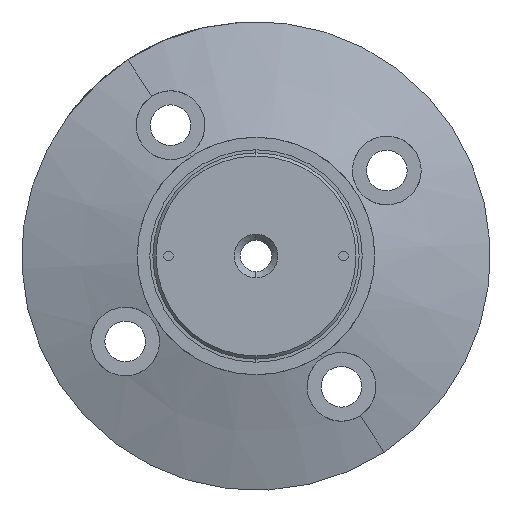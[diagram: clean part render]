
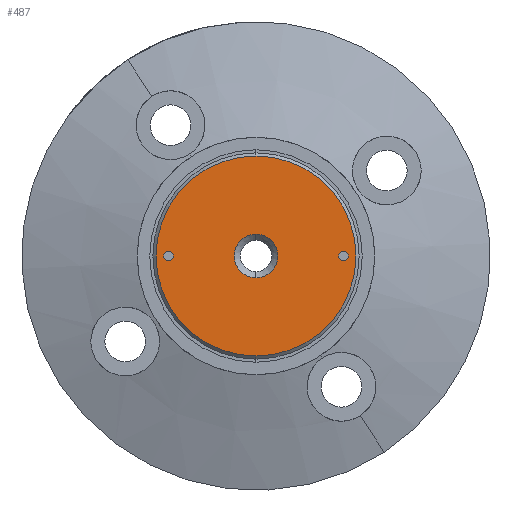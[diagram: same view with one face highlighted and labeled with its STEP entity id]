
A CAD part, front view. The second image highlights one B-rep face of the part: STEP entity #487.
In plain terms, the highlighted planar face has unit normal (0, -1, 0).
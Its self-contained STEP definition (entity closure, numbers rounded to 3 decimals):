
#76 = DIRECTION ( 'NONE',  ( 0., 1., 0. ) ) ;
#135 = VERTEX_POINT ( 'NONE', #3739 ) ;
#137 = FACE_OUTER_BOUND ( 'NONE', #3440, .T. ) ;
#177 = ORIENTED_EDGE ( 'NONE', *, *, #2460, .T. ) ;
#246 = ORIENTED_EDGE ( 'NONE', *, *, #3711, .T. ) ;
#265 = DIRECTION ( 'NONE',  ( 0., 1., 0. ) ) ;
#279 = DIRECTION ( 'NONE',  ( 0., 0., 1. ) ) ;
#283 = ORIENTED_EDGE ( 'NONE', *, *, #1728, .T. ) ;
#285 = VERTEX_POINT ( 'NONE', #2179 ) ;
#291 = AXIS2_PLACEMENT_3D ( 'NONE', #580, #265, #279 ) ;
#333 = CIRCLE ( 'NONE', #1210, 0.75 ) ;
#355 = CARTESIAN_POINT ( 'NONE',  ( -106.182, -260.597, 481. ) ) ;
#433 = VERTEX_POINT ( 'NONE', #3042 ) ;
#487 = ADVANCED_FACE ( 'NONE', ( #4410, #137, #1998, #3918 ), #2777, .F. ) ;
#499 = VERTEX_POINT ( 'NONE', #968 ) ;
#517 = DIRECTION ( 'NONE',  ( 0., -1., 0. ) ) ;
#580 = CARTESIAN_POINT ( 'NONE',  ( -78.182, -260.597, 481. ) ) ;
#628 = EDGE_CURVE ( 'NONE', #1922, #4551, #2343, .T. ) ;
#700 = AXIS2_PLACEMENT_3D ( 'NONE', #355, #3655, #3004 ) ;
#826 = CARTESIAN_POINT ( 'NONE',  ( -92.182, -260.597, 477.5 ) ) ;
#924 = CARTESIAN_POINT ( 'NONE',  ( -106.182, -260.597, 481. ) ) ;
#967 = AXIS2_PLACEMENT_3D ( 'NONE', #3296, #3616, #4040 ) ;
#968 = CARTESIAN_POINT ( 'NONE',  ( -92.182, -260.597, 497. ) ) ;
#1020 = EDGE_CURVE ( 'NONE', #135, #499, #4635, .T. ) ;
#1085 = DIRECTION ( 'NONE',  ( 0., 1., 0. ) ) ;
#1210 = AXIS2_PLACEMENT_3D ( 'NONE', #2742, #3121, #3141 ) ;
#1211 = AXIS2_PLACEMENT_3D ( 'NONE', #2944, #76, #3953 ) ;
#1288 = CARTESIAN_POINT ( 'NONE',  ( -92.182, -260.597, 484.5 ) ) ;
#1454 = CIRCLE ( 'NONE', #4171, 0.75 ) ;
#1457 = CARTESIAN_POINT ( 'NONE',  ( -78.182, -260.597, 480.25 ) ) ;
#1676 = CARTESIAN_POINT ( 'NONE',  ( -92.182, -260.597, 481. ) ) ;
#1700 = ORIENTED_EDGE ( 'NONE', *, *, #3984, .T. ) ;
#1728 = EDGE_CURVE ( 'NONE', #285, #1821, #4081, .T. ) ;
#1780 = ORIENTED_EDGE ( 'NONE', *, *, #2997, .T. ) ;
#1821 = VERTEX_POINT ( 'NONE', #1457 ) ;
#1879 = EDGE_LOOP ( 'NONE', ( #283, #246 ) ) ;
#1922 = VERTEX_POINT ( 'NONE', #826 ) ;
#1998 = FACE_BOUND ( 'NONE', #2175, .T. ) ;
#2007 = CARTESIAN_POINT ( 'NONE',  ( -92.182, -260.597, 481. ) ) ;
#2019 = DIRECTION ( 'NONE',  ( 0., 1., 0. ) ) ;
#2042 = AXIS2_PLACEMENT_3D ( 'NONE', #1676, #517, #4283 ) ;
#2077 = CIRCLE ( 'NONE', #967, 16. ) ;
#2094 = ORIENTED_EDGE ( 'NONE', *, *, #628, .T. ) ;
#2175 = EDGE_LOOP ( 'NONE', ( #3361, #177 ) ) ;
#2179 = CARTESIAN_POINT ( 'NONE',  ( -78.182, -260.597, 481.75 ) ) ;
#2343 = CIRCLE ( 'NONE', #1211, 3.5 ) ;
#2347 = AXIS2_PLACEMENT_3D ( 'NONE', #3259, #1085, #3620 ) ;
#2419 = EDGE_CURVE ( 'NONE', #2892, #433, #1454, .T. ) ;
#2460 = EDGE_CURVE ( 'NONE', #433, #2892, #4606, .T. ) ;
#2742 = CARTESIAN_POINT ( 'NONE',  ( -78.182, -260.597, 481. ) ) ;
#2777 = PLANE ( 'NONE',  #3549 ) ;
#2892 = VERTEX_POINT ( 'NONE', #2964 ) ;
#2944 = CARTESIAN_POINT ( 'NONE',  ( -92.182, -260.597, 481. ) ) ;
#2964 = CARTESIAN_POINT ( 'NONE',  ( -106.182, -260.597, 481.75 ) ) ;
#2997 = EDGE_CURVE ( 'NONE', #499, #135, #2077, .T. ) ;
#3004 = DIRECTION ( 'NONE',  ( 0., 0., 1. ) ) ;
#3013 = EDGE_LOOP ( 'NONE', ( #2094, #1700 ) ) ;
#3042 = CARTESIAN_POINT ( 'NONE',  ( -106.182, -260.597, 480.25 ) ) ;
#3100 = DIRECTION ( 'NONE',  ( 0., 0., 1. ) ) ;
#3121 = DIRECTION ( 'NONE',  ( 0., 1., 0. ) ) ;
#3141 = DIRECTION ( 'NONE',  ( 0., 0., 1. ) ) ;
#3184 = ORIENTED_EDGE ( 'NONE', *, *, #1020, .T. ) ;
#3259 = CARTESIAN_POINT ( 'NONE',  ( -92.182, -260.597, 481. ) ) ;
#3296 = CARTESIAN_POINT ( 'NONE',  ( -92.182, -260.597, 481. ) ) ;
#3361 = ORIENTED_EDGE ( 'NONE', *, *, #2419, .T. ) ;
#3440 = EDGE_LOOP ( 'NONE', ( #1780, #3184 ) ) ;
#3549 = AXIS2_PLACEMENT_3D ( 'NONE', #2007, #2019, #4183 ) ;
#3616 = DIRECTION ( 'NONE',  ( 0., -1., 0. ) ) ;
#3620 = DIRECTION ( 'NONE',  ( 0., 0., 1. ) ) ;
#3655 = DIRECTION ( 'NONE',  ( 0., 1., 0. ) ) ;
#3711 = EDGE_CURVE ( 'NONE', #1821, #285, #333, .T. ) ;
#3739 = CARTESIAN_POINT ( 'NONE',  ( -92.182, -260.597, 465. ) ) ;
#3757 = DIRECTION ( 'NONE',  ( 0., 1., 0. ) ) ;
#3918 = FACE_BOUND ( 'NONE', #1879, .T. ) ;
#3953 = DIRECTION ( 'NONE',  ( 0., 0., 1. ) ) ;
#3984 = EDGE_CURVE ( 'NONE', #4551, #1922, #4667, .T. ) ;
#4040 = DIRECTION ( 'NONE',  ( 0., 0., 1. ) ) ;
#4081 = CIRCLE ( 'NONE', #291, 0.75 ) ;
#4171 = AXIS2_PLACEMENT_3D ( 'NONE', #924, #3757, #3100 ) ;
#4183 = DIRECTION ( 'NONE',  ( 0., 0., 1. ) ) ;
#4283 = DIRECTION ( 'NONE',  ( 0., 0., 1. ) ) ;
#4410 = FACE_BOUND ( 'NONE', #3013, .T. ) ;
#4551 = VERTEX_POINT ( 'NONE', #1288 ) ;
#4606 = CIRCLE ( 'NONE', #700, 0.75 ) ;
#4635 = CIRCLE ( 'NONE', #2042, 16. ) ;
#4667 = CIRCLE ( 'NONE', #2347, 3.5 ) ;
